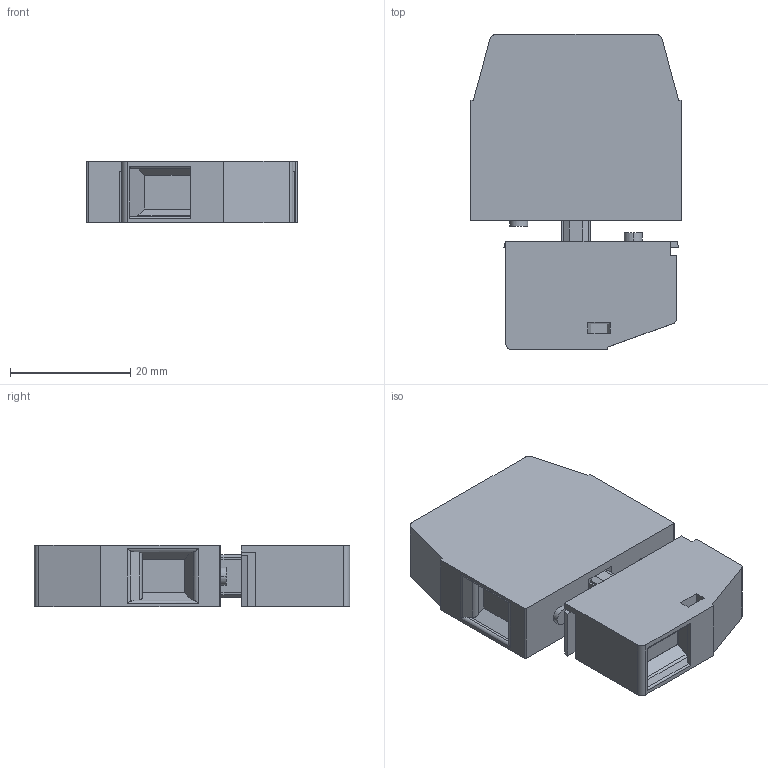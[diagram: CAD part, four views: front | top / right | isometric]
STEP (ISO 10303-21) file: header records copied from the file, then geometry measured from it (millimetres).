
FILE_DESCRIPTION(('SolidDesigner STEP Export'),'2;1');
FILE_NAME('0709550.stp','2012-11-02T 7:13:01',(''),(''),'CoCreate Modeling STEP processor for AP214 (Solid Model)','CoCreate Modeling 16.00A 16-Aug-2008 (C) Parametric Technology GmbH','');
FILE_SCHEMA(('AUTOMOTIVE_DESIGN { 1 0 10303 214 1 1 1 1 }'));
Length unit declared in the file: millimetre
Products named in the file (2): 0709550
Assembly tree (1 placements, depth 2):
  0709550
    0709550
Bounding box: 35 x 52.45 x 10.16 mm (x, y, z)
Volume: 14445.7 mm3; surface area: 6088.8 mm2
Topology: 1 solids, 1 shells, 215 faces, 578 edges, 382 vertices
Faces by surface type: plane 148, cylinder 63, extrusion 4
Entity records: 8479 total; most frequent: CARTESIAN_POINT 1471, ORIENTED_EDGE 1156, DIRECTION 1012, EDGE_CURVE 578, VECTOR 430, LINE 428, VERTEX_POINT 382, AXIS2_PLACEMENT_3D 291
